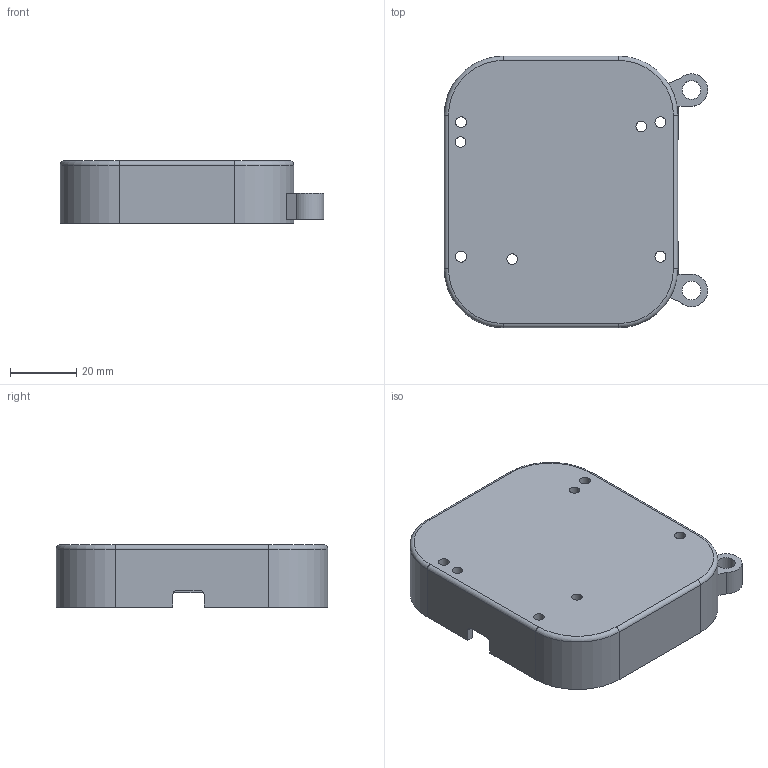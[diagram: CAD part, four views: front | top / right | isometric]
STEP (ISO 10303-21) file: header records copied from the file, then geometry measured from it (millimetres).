
FILE_DESCRIPTION(/* description */ (''),/* implementation_level */ '2;1');
FILE_NAME(/* name */ 'BYH_RECEIVER_TOP.step',/* time_stamp */ '2025-05-29T21:18:28-07:00',/* author */ (''),/* organization */ (''),/* preprocessor_version */ 'ST-DEVELOPER v20.1',/* originating_system */ 'Autodesk Translation Framework v14.4.0.0',/* authorisation */ '');
FILE_SCHEMA (('AUTOMOTIVE_DESIGN { 1 0 10303 214 3 1 1 }'));
Length unit declared in the file: inch
Products named in the file (1): V02RcvTop
Bounding box: 79.41 x 81.84 x 18.8 mm (x, y, z)
Volume: 23268.3 mm3; surface area: 20590.9 mm2
Topology: 1 solids, 1 shells, 73 faces, 205 edges, 134 vertices
Faces by surface type: plane 39, cylinder 30, torus 4
Full cylindrical faces by diameter (mm): 3.175 x3, 3.302 x4, 5.588 x2
Entity records: 2441 total; most frequent: DIRECTION 421, CARTESIAN_POINT 413, ORIENTED_EDGE 410, EDGE_CURVE 205, AXIS2_PLACEMENT_3D 142, LINE 137, VECTOR 137, VERTEX_POINT 134
